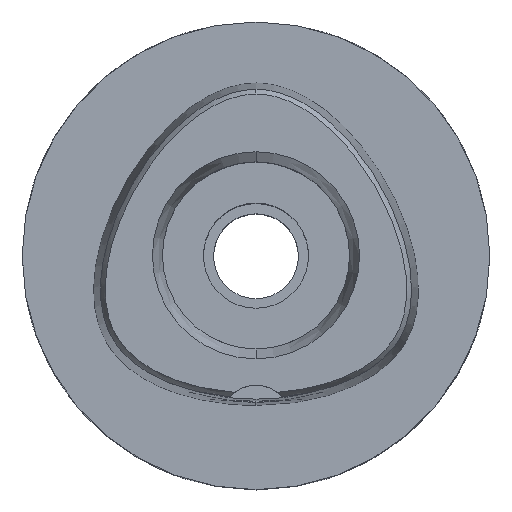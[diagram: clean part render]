
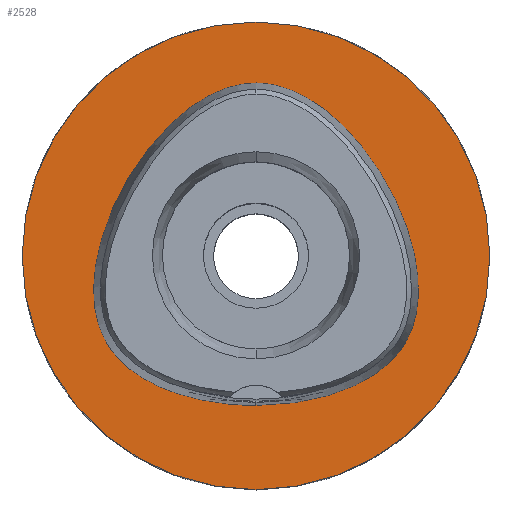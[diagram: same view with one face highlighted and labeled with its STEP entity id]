
A CAD part, top view. The second image highlights one B-rep face of the part: STEP entity #2528.
In plain terms, the highlighted planar face has unit normal (0, 0, 1).
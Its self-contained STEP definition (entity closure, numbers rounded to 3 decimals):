
#276=CARTESIAN_POINT('',(0.,0.,0.));
#277=DIRECTION('',(0.,0.,-1.));
#278=DIRECTION('',(0.,-1.,0.));
#279=AXIS2_PLACEMENT_3D('',#276,#277,#278);
#284=CARTESIAN_POINT('',(0.,0.,0.));
#285=DIRECTION('',(0.,0.,-1.));
#286=DIRECTION('',(0.,1.,0.));
#287=AXIS2_PLACEMENT_3D('',#284,#285,#286);
#292=CARTESIAN_POINT('',(0.,-25.575,0.));
#293=CARTESIAN_POINT('',(1.3,-25.575,0.));
#294=CARTESIAN_POINT('',(3.829,-25.473,
0.));
#295=CARTESIAN_POINT('',(7.452,-25.04,0.));
#296=CARTESIAN_POINT('',(10.79,-24.362,0.));
#297=CARTESIAN_POINT('',(13.756,-23.498,0.));
#298=CARTESIAN_POINT('',(16.335,-22.498,0.));
#299=CARTESIAN_POINT('',(18.548,-21.404,0.));
#300=CARTESIAN_POINT('',(20.427,-20.247,0.));
#301=CARTESIAN_POINT('',(22.018,-19.042,0.));
#302=CARTESIAN_POINT('',(23.347,-17.808,0.));
#303=CARTESIAN_POINT('',(24.452,-16.548,0.));
#304=CARTESIAN_POINT('',(25.374,-15.241,0.));
#305=CARTESIAN_POINT('',(26.131,-13.868,0.));
#306=CARTESIAN_POINT('',(26.754,-12.38,0.));
#307=CARTESIAN_POINT('',(27.247,-10.743,0.));
#308=CARTESIAN_POINT('',(27.602,-8.906,0.));
#309=CARTESIAN_POINT('',(27.791,-6.852,0.));
#310=CARTESIAN_POINT('',(27.784,-4.559,0.));
#311=CARTESIAN_POINT('',(27.54,-2.002,0.));
#312=CARTESIAN_POINT('',(27.015,0.827,0.));
#313=CARTESIAN_POINT('',(26.166,3.912,0.));
#314=CARTESIAN_POINT('',(24.961,7.201,0.));
#315=CARTESIAN_POINT('',(23.396,10.598,0.));
#316=CARTESIAN_POINT('',(21.512,13.955,0.));
#317=CARTESIAN_POINT('',(19.404,17.1,0.));
#318=CARTESIAN_POINT('',(17.173,19.911,0.));
#319=CARTESIAN_POINT('',(14.92,22.317,0.));
#320=CARTESIAN_POINT('',(12.711,24.309,0.));
#321=CARTESIAN_POINT('',(10.588,25.912,0.));
#322=CARTESIAN_POINT('',(8.573,27.164,0.));
#323=CARTESIAN_POINT('',(6.67,28.113,0.));
#324=CARTESIAN_POINT('',(4.871,28.799,0.));
#325=CARTESIAN_POINT('',(3.166,29.259,0.));
#326=CARTESIAN_POINT('',(1.548,29.52,
0.));
#327=CARTESIAN_POINT('',(0.508,29.575,
0.));
#328=CARTESIAN_POINT('',(0.,29.575,
0.));
#333=CARTESIAN_POINT('',(0.,29.575,
0.));
#334=CARTESIAN_POINT('',(-0.509,29.575,0.));
#335=CARTESIAN_POINT('',(-1.548,29.52,
0.));
#336=CARTESIAN_POINT('',(-3.168,29.259,0.));
#337=CARTESIAN_POINT('',(-4.871,28.799,0.));
#338=CARTESIAN_POINT('',(-6.671,28.112,0.));
#339=CARTESIAN_POINT('',(-8.57,27.166,0.));
#340=CARTESIAN_POINT('',(-10.584,25.915,0.));
#341=CARTESIAN_POINT('',(-12.705,24.314,0.));
#342=CARTESIAN_POINT('',(-14.91,22.326,0.));
#343=CARTESIAN_POINT('',(-17.161,19.925,0.));
#344=CARTESIAN_POINT('',(-19.387,17.123,0.));
#345=CARTESIAN_POINT('',(-21.496,13.98,0.));
#346=CARTESIAN_POINT('',(-23.378,10.631,0.));
#347=CARTESIAN_POINT('',(-24.945,7.24,0.));
#348=CARTESIAN_POINT('',(-26.151,3.957,0.));
#349=CARTESIAN_POINT('',(-27.003,0.879,0.));
#350=CARTESIAN_POINT('',(-27.532,-1.949,0.));
#351=CARTESIAN_POINT('',(-27.781,-4.504,0.));
#352=CARTESIAN_POINT('',(-27.793,-6.801,0.));
#353=CARTESIAN_POINT('',(-27.61,-8.852,0.));
#354=CARTESIAN_POINT('',(-27.259,-10.696,0.));
#355=CARTESIAN_POINT('',(-26.767,-12.346,0.));
#356=CARTESIAN_POINT('',(-26.138,-13.856,0.));
#357=CARTESIAN_POINT('',(-25.37,-15.247,0.));
#358=CARTESIAN_POINT('',(-24.449,-16.552,0.));
#359=CARTESIAN_POINT('',(-23.342,-17.812,0.));
#360=CARTESIAN_POINT('',(-22.022,-19.039,0.));
#361=CARTESIAN_POINT('',(-20.433,-20.244,0.));
#362=CARTESIAN_POINT('',(-18.553,-21.401,0.));
#363=CARTESIAN_POINT('',(-16.339,-22.496,0.));
#364=CARTESIAN_POINT('',(-13.76,-23.496,0.));
#365=CARTESIAN_POINT('',(-10.794,-24.362,0.));
#366=CARTESIAN_POINT('',(-7.454,-25.04,0.));
#367=CARTESIAN_POINT('',(-3.826,-25.473,
0.));
#368=CARTESIAN_POINT('',(-1.298,-25.575,0.));
#369=CARTESIAN_POINT('',(0.,-25.575,0.));
#1609=VERTEX_POINT('',#333);
#1610=VERTEX_POINT('',#369);
#1615=CARTESIAN_POINT('',(0.,-40.,0.));
#1616=CARTESIAN_POINT('',(0.,40.,0.));
#1617=VERTEX_POINT('',#1615);
#1618=VERTEX_POINT('',#1616);
#2512=CARTESIAN_POINT('',(0.,0.,0.));
#2513=DIRECTION('',(0.,0.,-1.));
#2514=DIRECTION('',(0.,-1.,0.));
#2515=AXIS2_PLACEMENT_3D('',#2512,#2513,#2514);
#2516=PLANE('',#2515);
#2518=ORIENTED_EDGE('',*,*,#2517,.T.);
#2520=ORIENTED_EDGE('',*,*,#2519,.T.);
#2521=EDGE_LOOP('',(#2518,#2520));
#2522=FACE_OUTER_BOUND('',#2521,.F.);
#2524=ORIENTED_EDGE('',*,*,#2523,.T.);
#2525=ORIENTED_EDGE('',*,*,#2495,.T.);
#2526=EDGE_LOOP('',(#2524,#2525));
#2527=FACE_BOUND('',#2526,.F.);
#280=CIRCLE('',#279,40.);
#288=CIRCLE('',#287,40.);
#329=B_SPLINE_CURVE_WITH_KNOTS('',3,(#292,#293,#294,#295,#296,#297,#298,#299,
#300,#301,#302,#303,#304,#305,#306,#307,#308,#309,#310,#311,#312,#313,#314,#315,
#316,#317,#318,#319,#320,#321,#322,#323,#324,#325,#326,#327,#328),.UNSPECIFIED.,
.F.,.F.,(4,1,1,1,1,1,1,1,1,1,1,1,1,1,1,1,1,1,1,1,1,1,1,1,1,1,1,1,1,1,1,1,1,1,4),
(0.,0.029,0.059,0.088,0.118,
0.147,0.176,0.206,0.235,
0.265,0.294,0.324,0.353,
0.382,0.412,0.441,0.471,0.5,
0.529,0.559,0.588,0.618,
0.647,0.676,0.706,0.735,
0.765,0.794,0.824,0.853,
0.882,0.912,0.941,0.971,1.),
.UNSPECIFIED.);
#370=B_SPLINE_CURVE_WITH_KNOTS('',3,(#333,#334,#335,#336,#337,#338,#339,#340,
#341,#342,#343,#344,#345,#346,#347,#348,#349,#350,#351,#352,#353,#354,#355,#356,
#357,#358,#359,#360,#361,#362,#363,#364,#365,#366,#367,#368,#369),.UNSPECIFIED.,
.F.,.F.,(4,1,1,1,1,1,1,1,1,1,1,1,1,1,1,1,1,1,1,1,1,1,1,1,1,1,1,1,1,1,1,1,1,1,4),
(0.,0.029,0.059,0.088,0.118,
0.147,0.176,0.206,0.235,
0.265,0.294,0.324,0.353,
0.382,0.412,0.441,0.471,0.5,
0.529,0.559,0.588,0.618,
0.647,0.676,0.706,0.735,
0.765,0.794,0.824,0.853,
0.882,0.912,0.941,0.971,1.),
.UNSPECIFIED.);
#2495=EDGE_CURVE('',#1609,#1610,#370,.T.);
#2517=EDGE_CURVE('',#1617,#1618,#280,.T.);
#2519=EDGE_CURVE('',#1618,#1617,#288,.T.);
#2523=EDGE_CURVE('',#1610,#1609,#329,.T.);
#2528=ADVANCED_FACE('',(#2522,#2527),#2516,.F.);
